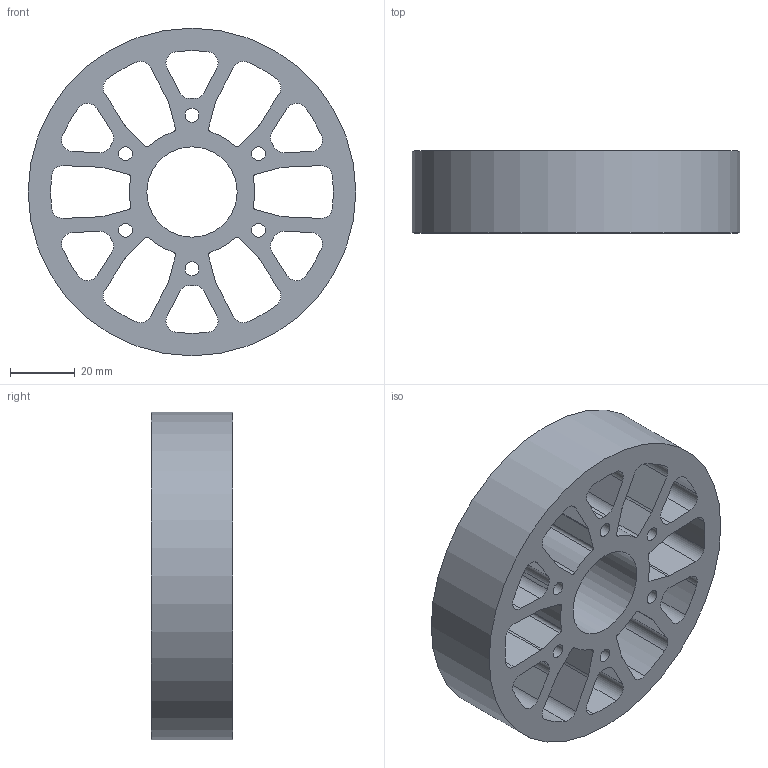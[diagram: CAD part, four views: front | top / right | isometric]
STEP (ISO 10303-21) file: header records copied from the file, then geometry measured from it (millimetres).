
FILE_DESCRIPTION(/* description */ (''),/* implementation_level */ '2;1');
FILE_NAME(/* name */ 'SquishyWheel.step',/* time_stamp */ '2023-01-17T19:12:50-08:00',/* author */ (''),/* organization */ (''),/* preprocessor_version */ 'ST-DEVELOPER v19.2',/* originating_system */ 'Autodesk Translation Framework v11.17.0.187',/* authorisation */ '');
FILE_SCHEMA (('AUTOMOTIVE_DESIGN { 1 0 10303 214 3 1 1 }'));
Length unit declared in the file: inch
Products named in the file (1): 4 OD Straight Flex Wheel (217-6450) v1 (2)
Bounding box: 101.6 x 25.4 x 101.6 mm (x, y, z)
Volume: 106811.6 mm3; surface area: 39509.2 mm2
Topology: 1 solids, 1 shells, 130 faces, 384 edges, 256 vertices
Faces by surface type: cylinder 92, plane 38
Full cylindrical faces by diameter (mm): 4.305 x6, 28 x1, 101.6 x1
Entity records: 4550 total; most frequent: DIRECTION 830, CARTESIAN_POINT 771, ORIENTED_EDGE 768, EDGE_CURVE 384, AXIS2_PLACEMENT_3D 315, VERTEX_POINT 256, LINE 200, VECTOR 200
